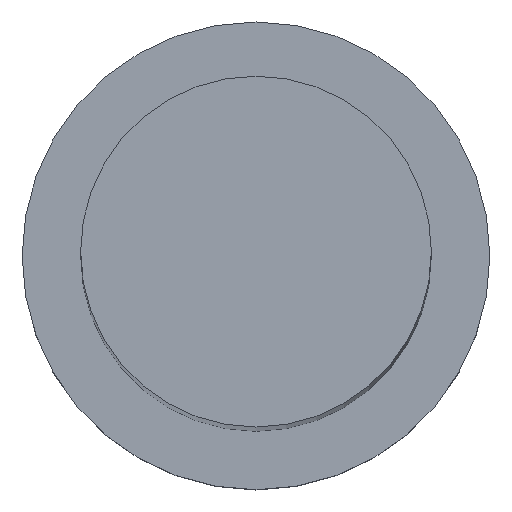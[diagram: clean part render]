
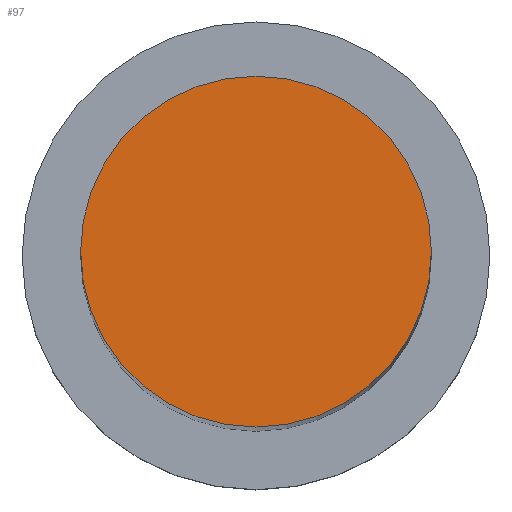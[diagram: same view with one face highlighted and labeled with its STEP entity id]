
A CAD part, top view. The second image highlights one B-rep face of the part: STEP entity #97.
In plain terms, the highlighted planar face has unit normal (0, 0, 1).
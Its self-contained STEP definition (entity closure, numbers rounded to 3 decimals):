
#9 = CARTESIAN_POINT ( 'NONE',  ( 0., 0., 132. ) ) ;
#26 = DIRECTION ( 'NONE',  ( 0., 0., 1. ) ) ;
#30 = ORIENTED_EDGE ( 'NONE', *, *, #234, .T. ) ;
#36 = FACE_OUTER_BOUND ( 'NONE', #250, .T. ) ;
#55 = DIRECTION ( 'NONE',  ( 0., 0., 1. ) ) ;
#60 = CIRCLE ( 'NONE', #94, 9. ) ;
#69 = ORIENTED_EDGE ( 'NONE', *, *, #159, .T. ) ;
#79 = PLANE ( 'NONE',  #254 ) ;
#81 = DIRECTION ( 'NONE',  ( 1., 0., 0. ) ) ;
#94 = AXIS2_PLACEMENT_3D ( 'NONE', #142, #26, #104 ) ;
#97 = ADVANCED_FACE ( 'NONE', ( #36 ), #79, .T. ) ;
#104 = DIRECTION ( 'NONE',  ( 1., 0., 0. ) ) ;
#112 = CARTESIAN_POINT ( 'NONE',  ( 9., 0., 132. ) ) ;
#120 = VERTEX_POINT ( 'NONE', #112 ) ;
#139 = VERTEX_POINT ( 'NONE', #249 ) ;
#142 = CARTESIAN_POINT ( 'NONE',  ( 0., 0., 132. ) ) ;
#159 = EDGE_CURVE ( 'NONE', #120, #139, #169, .T. ) ;
#162 = AXIS2_PLACEMENT_3D ( 'NONE', #9, #240, #81 ) ;
#169 = CIRCLE ( 'NONE', #162, 9. ) ;
#215 = CARTESIAN_POINT ( 'NONE',  ( 0., 0., 132. ) ) ;
#231 = DIRECTION ( 'NONE',  ( 1., 0., 0. ) ) ;
#234 = EDGE_CURVE ( 'NONE', #139, #120, #60, .T. ) ;
#240 = DIRECTION ( 'NONE',  ( 0., 0., 1. ) ) ;
#249 = CARTESIAN_POINT ( 'NONE',  ( -9., 0., 132. ) ) ;
#250 = EDGE_LOOP ( 'NONE', ( #30, #69 ) ) ;
#254 = AXIS2_PLACEMENT_3D ( 'NONE', #215, #55, #231 ) ;
